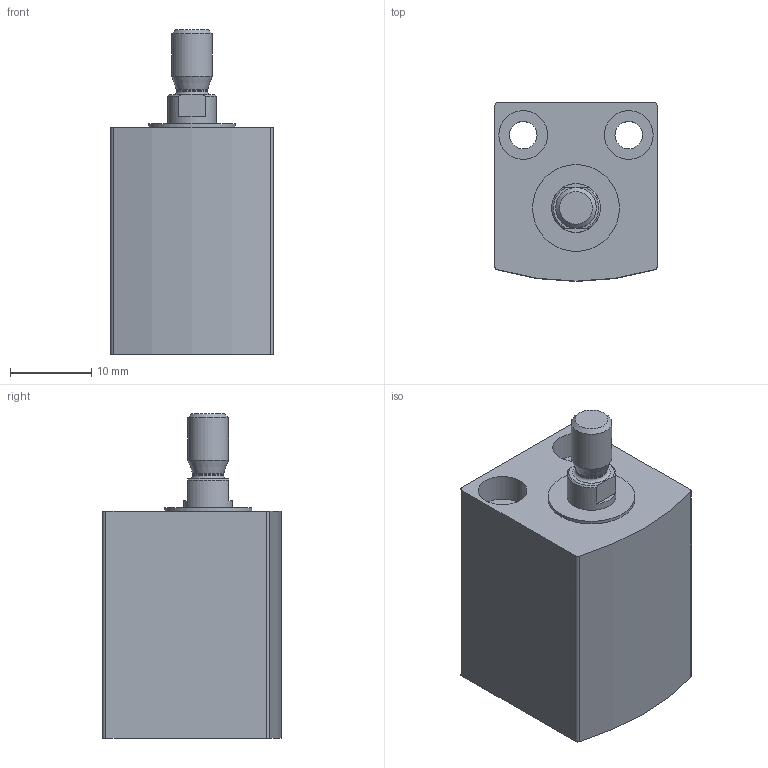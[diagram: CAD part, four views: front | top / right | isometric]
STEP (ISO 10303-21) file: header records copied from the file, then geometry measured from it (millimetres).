
FILE_DESCRIPTION(/* description */ ('STEP AP214'),/* implementation_level */ '2;1');
FILE_NAME(/* name */ '188095_ADVC-12-10-A-P',/* time_stamp */ '2024-07-30T08:36:41+02:00',/* author */ ('License CC BY-ND 4.0'),/* organization */ ('CADENAS'),/* preprocessor_version */ 'ST-DEVELOPER v19.3',/* originating_system */ 'PARTsolutions',/* authorisation */ ' ');
FILE_SCHEMA (('AUTOMOTIVE_DESIGN {1 0 10303 214 3 1 1}'));
Length unit declared in the file: millimetre
Products named in the file (3): 188095 ADVC-12-10-A-P---(asm_0); 188095 ADVC-12-10-A-P---(ZR); 188095 ADVC-12-10-A-P---(K)
Assembly tree (2 placements, depth 2):
  188095 ADVC-12-10-A-P---(asm_0)
    188095 ADVC-12-10-A-P---(ZR)
    188095 ADVC-12-10-A-P---(K)
Bounding box: 20 x 22 x 40 mm (x, y, z)
Volume: 10669.9 mm3; surface area: 5456.7 mm2
Topology: 2 solids, 2 shells, 46 faces, 93 edges, 60 vertices
Faces by surface type: plane 20, cylinder 18, cone 6, torus 2
Full cylindrical faces by diameter (mm): 3.4 x2, 3.8 x1, 4.134 x2, 5 x1, 6 x4, 10.7 x1, 12 x2
Entity records: 1189 total; most frequent: DIRECTION 212, CARTESIAN_POINT 191, ORIENTED_EDGE 144, AXIS2_PLACEMENT_3D 95, EDGE_LOOP 78, FACE_BOUND 78, EDGE_CURVE 72, VERTEX_POINT 58
